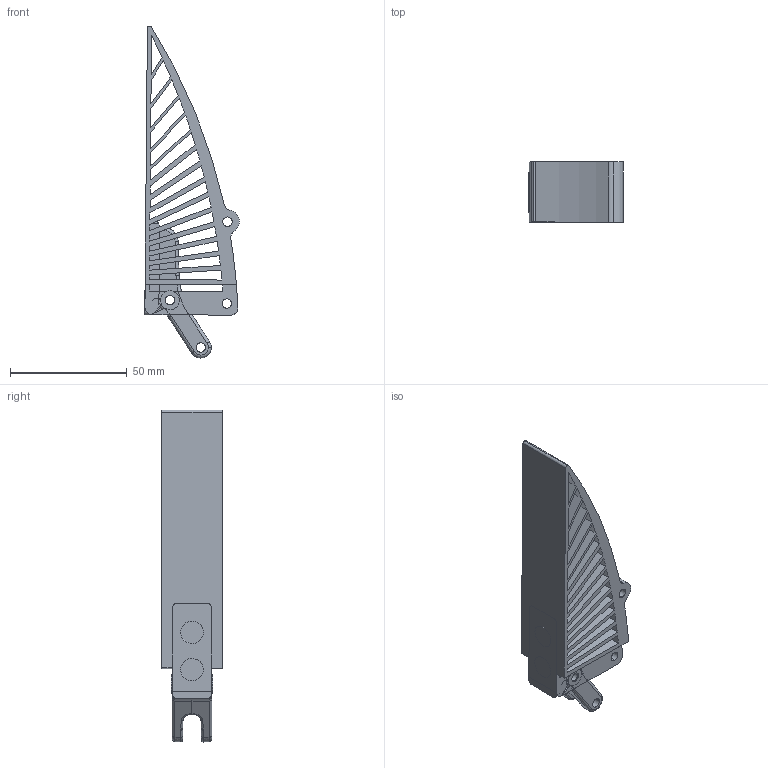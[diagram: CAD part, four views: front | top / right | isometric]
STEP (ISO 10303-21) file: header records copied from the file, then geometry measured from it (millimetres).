
FILE_DESCRIPTION(('CATIA V5 STEP Exchange'),'2;1');
FILE_NAME('20250310.stp','2025-03-10T01:46:29+00:00',('none'),('none'),'CATIA Version 5 Release 21 GA (IN-10)','CATIA V5 STEP AP203','none');
FILE_SCHEMA(('CONFIG_CONTROL_DESIGN'));
Length unit declared in the file: millimetre
Products named in the file (3): Product1; 20001_ASM; _0002_ASM
Assembly tree (5 placements, depth 4):
  Product1
    #58
    20001_ASM
      _0002_ASM
        #3234
      #7184
Bounding box: 40.38 x 25.8 x 141.98 mm (x, y, z)
Volume: 53446.1 mm3; surface area: 41805.5 mm2
Topology: 3 solids, 3 shells, 360 faces, 917 edges, 532 vertices
Faces by surface type: cylinder 131, plane 113, sphere 40, cone 30, bspline 24, torus 22
Entity records: 12315 total; most frequent: CARTESIAN_POINT 4247, ORIENTED_EDGE 1754, DIRECTION 1356, EDGE_CURVE 877, AXIS2_PLACEMENT_3D 570, VERTEX_POINT 532, VECTOR 444, LINE 444
